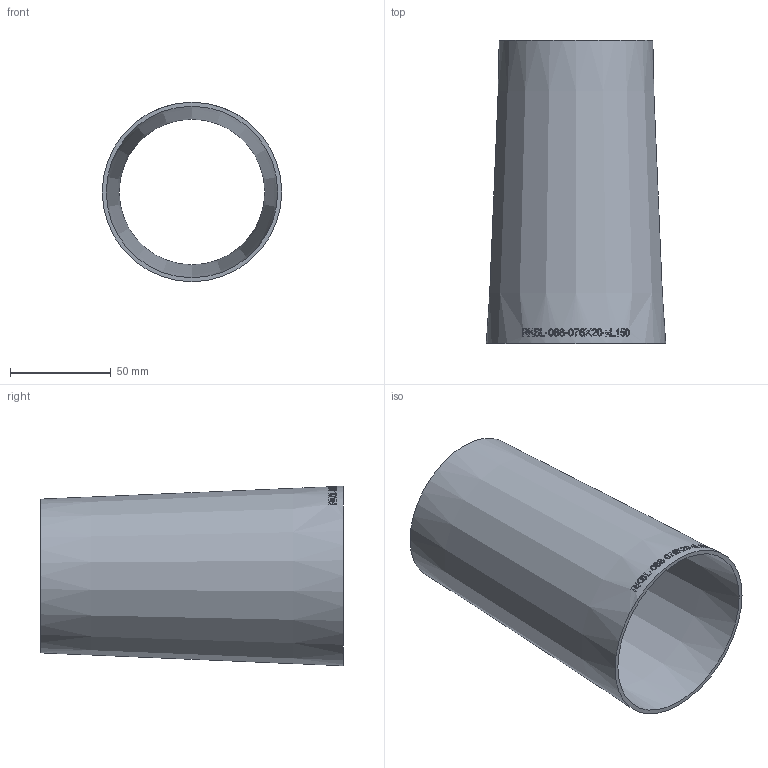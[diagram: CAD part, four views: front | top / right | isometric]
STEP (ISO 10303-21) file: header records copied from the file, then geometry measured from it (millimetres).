
FILE_DESCRIPTION (( 'STEP AP214' ), '1' );
FILE_NAME ('RKSL-088-076X20-xL150 Reduzierung Sonderlänge 2007.STEP', '2020-07-24T08:06:25', ( '' ), ( '' ), 'SwSTEP 2.0', 'SolidWorks 2019', '' );
FILE_SCHEMA (( 'AUTOMOTIVE_DESIGN' ));
Length unit declared in the file: millimetre
Products named in the file (1): RKSL-088-076X20-xL150 Reduzierung Sonderlänge 2007
Bounding box: 88.9 x 150 x 88.9 mm (x, y, z)
Volume: 75876.6 mm3; surface area: 76956.5 mm2
Topology: 1 solids, 1 shells, 269 faces, 708 edges, 472 vertices
Faces by surface type: bspline 234, cone 33, plane 2
Entity records: 36386 total; most frequent: CARTESIAN_POINT 28981, ORIENTED_EDGE 1412, EDGE_CURVE 706, B_SPLINE_CURVE_WITH_KNOTS 702, VERTEX_POINT 472, EDGE_LOOP 304, ADVANCED_FACE 269, FACE_OUTER_BOUND 269
